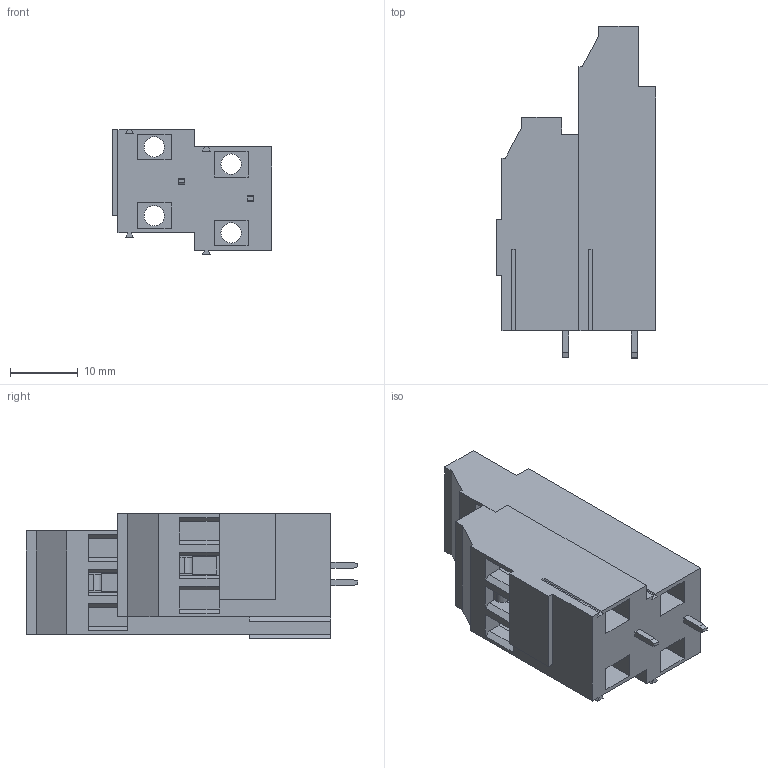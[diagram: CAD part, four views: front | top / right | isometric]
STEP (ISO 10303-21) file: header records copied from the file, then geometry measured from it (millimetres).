
FILE_DESCRIPTION( ( 'Unknown' ), '1' );
FILE_NAME( '691234610102.stp', 'Unknown', ( 'Unknown' ), ( 'Unknown' ), 'PSStep 18.0.17', 'Unknown', ' ' );
FILE_SCHEMA( ( 'AUTOMOTIVE_DESIGN { 1 0 10303 214 1 1 1 1 }' ) );
Length unit declared in the file: millimetre
Products named in the file (2): Assem1; MRT18P10.16_1BV03
Assembly tree (1 placements, depth 2):
  Assem1
    MRT18P10.16_1BV03
Bounding box: 23.55 x 49 x 18.38 mm (x, y, z)
Volume: 9135 mm3; surface area: 7162.6 mm2
Topology: 1 solids, 1 shells, 164 faces, 452 edges, 301 vertices
Faces by surface type: plane 152, cylinder 12
Full cylindrical faces by diameter (mm): 3 x4, 4 x6
Entity records: 6452 total; most frequent: CARTESIAN_POINT 905, ORIENTED_EDGE 880, DIRECTION 802, EDGE_CURVE 440, LINE 410, VECTOR 410, VERTEX_POINT 299, EDGE_LOOP 201
